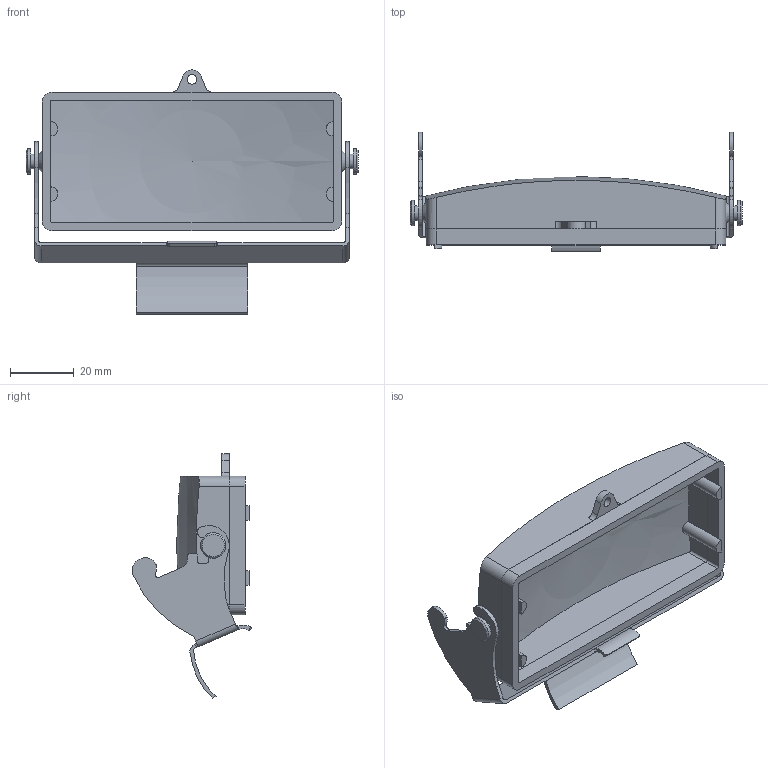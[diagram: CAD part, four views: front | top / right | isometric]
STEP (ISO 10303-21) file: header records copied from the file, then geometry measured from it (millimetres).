
FILE_DESCRIPTION (( 'STEP AP214' ), '1' );
FILE_NAME ('ZP-MC16B-2-SCVLM.STEP', '2011-11-21T14:09:10', ( '.adc' ), ( '' ), 'SwSTEP 2.0', 'SolidWorks 2011', '' );
FILE_SCHEMA (( 'AUTOMOTIVE_DESIGN' ));
Length unit declared in the file: millimetre
Products named in the file (1): ZP-MC16B-2-SCVLM
Bounding box: 104.26 x 37.54 x 76.65 mm (x, y, z)
Volume: 24720.5 mm3; surface area: 26098.4 mm2
Topology: 5 solids, 5 shells, 170 faces, 462 edges, 303 vertices
Faces by surface type: cylinder 86, plane 78, cone 4, sphere 2
Full cylindrical faces by diameter (mm): 3 x1, 4.669 x2, 8 x2
Entity records: 5927 total; most frequent: CARTESIAN_POINT 1215, DIRECTION 924, ORIENTED_EDGE 892, EDGE_CURVE 446, AXIS2_PLACEMENT_3D 339, VERTEX_POINT 298, VECTOR 246, LINE 246
